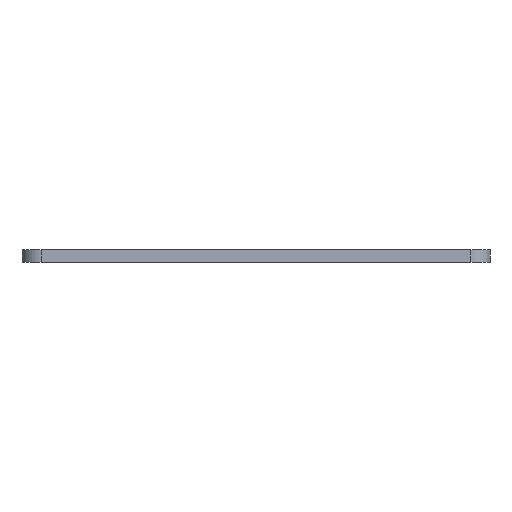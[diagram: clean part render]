
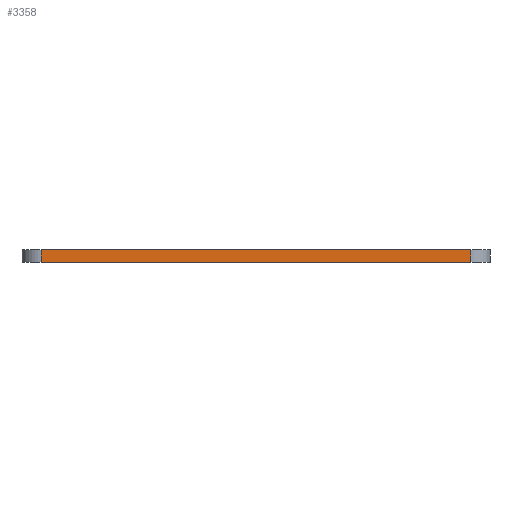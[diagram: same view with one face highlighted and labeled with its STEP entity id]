
A CAD part, front view. The second image highlights one B-rep face of the part: STEP entity #3358.
In plain terms, the highlighted planar face has unit normal (0, -1, 0).
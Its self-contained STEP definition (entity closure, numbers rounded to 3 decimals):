
#84 = PLANE('',#85);
#85 = AXIS2_PLACEMENT_3D('',#86,#87,#88);
#86 = CARTESIAN_POINT('',(148.501,-105.004,1.6));
#87 = DIRECTION('',(0.,0.,1.));
#88 = DIRECTION('',(1.,0.,-0.));
#139 = PLANE('',#140);
#140 = AXIS2_PLACEMENT_3D('',#141,#142,#143);
#141 = CARTESIAN_POINT('',(148.501,-105.004,0.));
#142 = DIRECTION('',(0.,0.,1.));
#143 = DIRECTION('',(1.,0.,-0.));
#248 = CYLINDRICAL_SURFACE('',#249,2.54);
#249 = AXIS2_PLACEMENT_3D('',#250,#251,#252);
#250 = CARTESIAN_POINT('',(119.926,-128.753,0.));
#251 = DIRECTION('',(-0.,-0.,-1.));
#252 = DIRECTION('',(1.,0.,-0.));
#309 = VERTEX_POINT('',#310);
#310 = CARTESIAN_POINT('',(119.926,-131.293,0.));
#332 = EDGE_CURVE('',#333,#309,#335,.T.);
#333 = VERTEX_POINT('',#334);
#334 = CARTESIAN_POINT('',(177.076,-131.293,0.));
#335 = SURFACE_CURVE('',#336,(#340,#347),.PCURVE_S1.);
#336 = LINE('',#337,#338);
#337 = CARTESIAN_POINT('',(177.076,-131.293,0.));
#338 = VECTOR('',#339,1.);
#339 = DIRECTION('',(-1.,0.,0.));
#340 = PCURVE('',#139,#341);
#341 = DEFINITIONAL_REPRESENTATION('',(#342),#346);
#342 = LINE('',#343,#344);
#343 = CARTESIAN_POINT('',(28.575,-26.289));
#344 = VECTOR('',#345,1.);
#345 = DIRECTION('',(-1.,0.));
#346 = ( GEOMETRIC_REPRESENTATION_CONTEXT(2) 
PARAMETRIC_REPRESENTATION_CONTEXT() REPRESENTATION_CONTEXT('2D SPACE',''
  ) );
#347 = PCURVE('',#348,#353);
#348 = PLANE('',#349);
#349 = AXIS2_PLACEMENT_3D('',#350,#351,#352);
#350 = CARTESIAN_POINT('',(177.076,-131.293,0.));
#351 = DIRECTION('',(0.,-1.,0.));
#352 = DIRECTION('',(-1.,0.,0.));
#353 = DEFINITIONAL_REPRESENTATION('',(#354),#358);
#354 = LINE('',#355,#356);
#355 = CARTESIAN_POINT('',(0.,0.));
#356 = VECTOR('',#357,1.);
#357 = DIRECTION('',(1.,0.));
#358 = ( GEOMETRIC_REPRESENTATION_CONTEXT(2) 
PARAMETRIC_REPRESENTATION_CONTEXT() REPRESENTATION_CONTEXT('2D SPACE',''
  ) );
#377 = CYLINDRICAL_SURFACE('',#378,2.54);
#378 = AXIS2_PLACEMENT_3D('',#379,#380,#381);
#379 = CARTESIAN_POINT('',(177.076,-128.753,0.));
#380 = DIRECTION('',(-0.,-0.,-1.));
#381 = DIRECTION('',(1.,0.,-0.));
#1924 = VERTEX_POINT('',#1925);
#1925 = CARTESIAN_POINT('',(119.926,-131.293,1.6));
#1947 = EDGE_CURVE('',#1948,#1924,#1950,.T.);
#1948 = VERTEX_POINT('',#1949);
#1949 = CARTESIAN_POINT('',(177.076,-131.293,1.6));
#1950 = SURFACE_CURVE('',#1951,(#1955,#1962),.PCURVE_S1.);
#1951 = LINE('',#1952,#1953);
#1952 = CARTESIAN_POINT('',(177.076,-131.293,1.6));
#1953 = VECTOR('',#1954,1.);
#1954 = DIRECTION('',(-1.,0.,0.));
#1955 = PCURVE('',#84,#1956);
#1956 = DEFINITIONAL_REPRESENTATION('',(#1957),#1961);
#1957 = LINE('',#1958,#1959);
#1958 = CARTESIAN_POINT('',(28.575,-26.289));
#1959 = VECTOR('',#1960,1.);
#1960 = DIRECTION('',(-1.,0.));
#1961 = ( GEOMETRIC_REPRESENTATION_CONTEXT(2) 
PARAMETRIC_REPRESENTATION_CONTEXT() REPRESENTATION_CONTEXT('2D SPACE',''
  ) );
#1962 = PCURVE('',#348,#1963);
#1963 = DEFINITIONAL_REPRESENTATION('',(#1964),#1968);
#1964 = LINE('',#1965,#1966);
#1965 = CARTESIAN_POINT('',(0.,-1.6));
#1966 = VECTOR('',#1967,1.);
#1967 = DIRECTION('',(1.,0.));
#1968 = ( GEOMETRIC_REPRESENTATION_CONTEXT(2) 
PARAMETRIC_REPRESENTATION_CONTEXT() REPRESENTATION_CONTEXT('2D SPACE',''
  ) );
#3310 = EDGE_CURVE('',#309,#1924,#3311,.T.);
#3311 = SURFACE_CURVE('',#3312,(#3316,#3323),.PCURVE_S1.);
#3312 = LINE('',#3313,#3314);
#3313 = CARTESIAN_POINT('',(119.926,-131.293,0.));
#3314 = VECTOR('',#3315,1.);
#3315 = DIRECTION('',(0.,0.,1.));
#3316 = PCURVE('',#248,#3317);
#3317 = DEFINITIONAL_REPRESENTATION('',(#3318),#3322);
#3318 = LINE('',#3319,#3320);
#3319 = CARTESIAN_POINT('',(-4.712,0.));
#3320 = VECTOR('',#3321,1.);
#3321 = DIRECTION('',(-0.,-1.));
#3322 = ( GEOMETRIC_REPRESENTATION_CONTEXT(2) 
PARAMETRIC_REPRESENTATION_CONTEXT() REPRESENTATION_CONTEXT('2D SPACE',''
  ) );
#3323 = PCURVE('',#348,#3324);
#3324 = DEFINITIONAL_REPRESENTATION('',(#3325),#3329);
#3325 = LINE('',#3326,#3327);
#3326 = CARTESIAN_POINT('',(57.15,0.));
#3327 = VECTOR('',#3328,1.);
#3328 = DIRECTION('',(0.,-1.));
#3329 = ( GEOMETRIC_REPRESENTATION_CONTEXT(2) 
PARAMETRIC_REPRESENTATION_CONTEXT() REPRESENTATION_CONTEXT('2D SPACE',''
  ) );
#3358 = ADVANCED_FACE('',(#3359),#348,.T.);
#3359 = FACE_BOUND('',#3360,.T.);
#3360 = EDGE_LOOP('',(#3361,#3382,#3383,#3384));
#3361 = ORIENTED_EDGE('',*,*,#3362,.T.);
#3362 = EDGE_CURVE('',#333,#1948,#3363,.T.);
#3363 = SURFACE_CURVE('',#3364,(#3368,#3375),.PCURVE_S1.);
#3364 = LINE('',#3365,#3366);
#3365 = CARTESIAN_POINT('',(177.076,-131.293,0.));
#3366 = VECTOR('',#3367,1.);
#3367 = DIRECTION('',(0.,0.,1.));
#3368 = PCURVE('',#348,#3369);
#3369 = DEFINITIONAL_REPRESENTATION('',(#3370),#3374);
#3370 = LINE('',#3371,#3372);
#3371 = CARTESIAN_POINT('',(0.,0.));
#3372 = VECTOR('',#3373,1.);
#3373 = DIRECTION('',(0.,-1.));
#3374 = ( GEOMETRIC_REPRESENTATION_CONTEXT(2) 
PARAMETRIC_REPRESENTATION_CONTEXT() REPRESENTATION_CONTEXT('2D SPACE',''
  ) );
#3375 = PCURVE('',#377,#3376);
#3376 = DEFINITIONAL_REPRESENTATION('',(#3377),#3381);
#3377 = LINE('',#3378,#3379);
#3378 = CARTESIAN_POINT('',(-4.712,0.));
#3379 = VECTOR('',#3380,1.);
#3380 = DIRECTION('',(-0.,-1.));
#3381 = ( GEOMETRIC_REPRESENTATION_CONTEXT(2) 
PARAMETRIC_REPRESENTATION_CONTEXT() REPRESENTATION_CONTEXT('2D SPACE',''
  ) );
#3382 = ORIENTED_EDGE('',*,*,#1947,.T.);
#3383 = ORIENTED_EDGE('',*,*,#3310,.F.);
#3384 = ORIENTED_EDGE('',*,*,#332,.F.);
